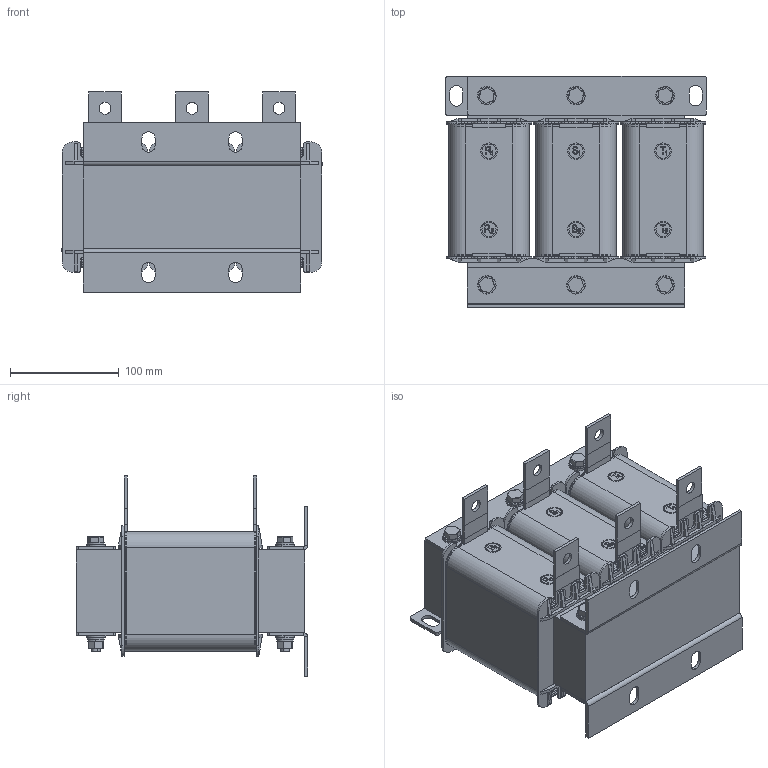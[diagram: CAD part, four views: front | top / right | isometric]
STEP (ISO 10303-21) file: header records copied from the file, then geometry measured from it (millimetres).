
FILE_DESCRIPTION (( 'STEP AP214' ), '1' );
FILE_NAME ('3D ìîäåëü ÐÌÒ-200-À.STEP', '2021-02-15T10:38:08', ( '' ), ( '' ), 'SwSTEP 2.0', 'SolidWorks 2015', '' );
FILE_SCHEMA (( 'AUTOMOTIVE_DESIGN' ));
Length unit declared in the file: millimetre
Products named in the file (19): Âèíò Ì8õ80_00; ﾘ琺矜 8 DIN 125_丐ｩ｡ 8 DIN 125; Êàòóøêà â ñáîðå_00; 栫謱毿膻獥00; Øàéáà ïëàñòèêîâàÿ_00; Èçîëÿòîð_00; 忺覷齆趌00; 侲膹樥罻_V1_00; 侲膹樥罻_V2_00; 侲膹樥罻_U2_00; Êðîíøòåéí óãëîâîé_00; 砑僔蠂縺_00; 侲膹樥罻_W1_00; 侲膹樥罻_W2_00; 3D ìîäåëü ÐÌÒ-200-À; Øàéáà ïðóæèííàÿ 8 DIN 127_˜ ©¡  ¯àã¦¨­­ ï 8 DIN 127; 侲膹樥罻_U1_00; 麠縺_00; Ãàéêà Ì8 DIN 934_ƒ ©ª  Œ8 DIN 934
Assembly tree (62 placements, depth 3):
  3D ìîäåëü ÐÌÒ-200-À
    栫謱毿膻獥00
    Êàòóøêà â ñáîðå_00  x3
      忺覷齆趌00
      Èçîëÿòîð_00
      麠縺_00
    Êðîíøòåéí óãëîâîé_00  x2
    Øàéáà ïëàñòèêîâàÿ_00  x13
    Âèíò Ì8õ80_00  x6
    砑僔蠂縺_00  x2
    ﾘ琺矜 8 DIN 125_丐ｩ｡ 8 DIN 125  x12
    Øàéáà ïðóæèííàÿ 8 DIN 127_˜ ©¡  ¯àã¦¨­­ ï 8 DIN 127  x6
    Ãàéêà Ì8 DIN 934_ƒ ©ª  Œ8 DIN 934  x6
    侲膹樥罻_U1_00
    侲膹樥罻_U2_00
    侲膹樥罻_V1_00
    侲膹樥罻_V2_00
    侲膹樥罻_W1_00
    侲膹樥罻_W2_00
Bounding box: 240 x 213 x 184 mm (x, y, z)
Volume: 4455426.7 mm3; surface area: 723019 mm2
Topology: 99 solids, 99 shells, 2319 faces, 5399 edges, 3322 vertices
Faces by surface type: plane 1071, cylinder 828, torus 252, cone 96, bspline 72
Entity records: 30417 total; most frequent: CARTESIAN_POINT 8237, DIRECTION 3507, ORIENTED_EDGE 3422, EDGE_CURVE 1711, AXIS2_PLACEMENT_3D 1268, VERTEX_POINT 1062, LINE 971, VECTOR 971
